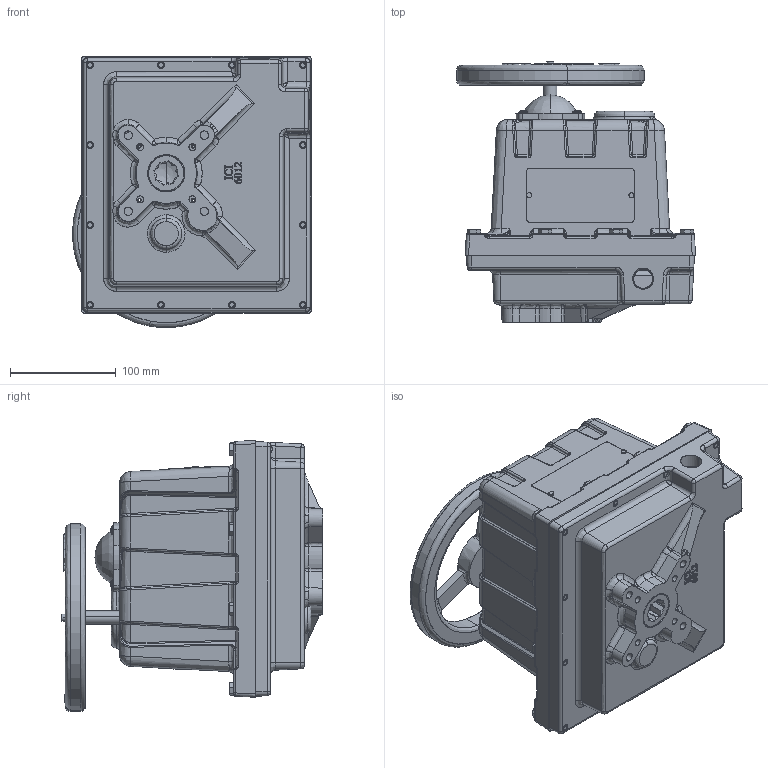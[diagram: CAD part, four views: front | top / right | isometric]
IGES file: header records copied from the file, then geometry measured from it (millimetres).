
Start section: SolidWorks IGES file using analytic representation for surfaces
Global section: file name: PROVOLT.igs; native system: SolidWorks 2022; preprocessor: SolidWorks 2022; author: adelshad; date: 230322.111111; units: inch
Bounding box: 226.36 x 247.23 x 256.81 mm (x, y, z)
Surface area: 337979 mm2 (no closed solid volume)
Topology: 0 solids, 0 shells, 1655 faces, 22419 edges, 22379 vertices
Faces by surface type: bspline 971, revolution 684
